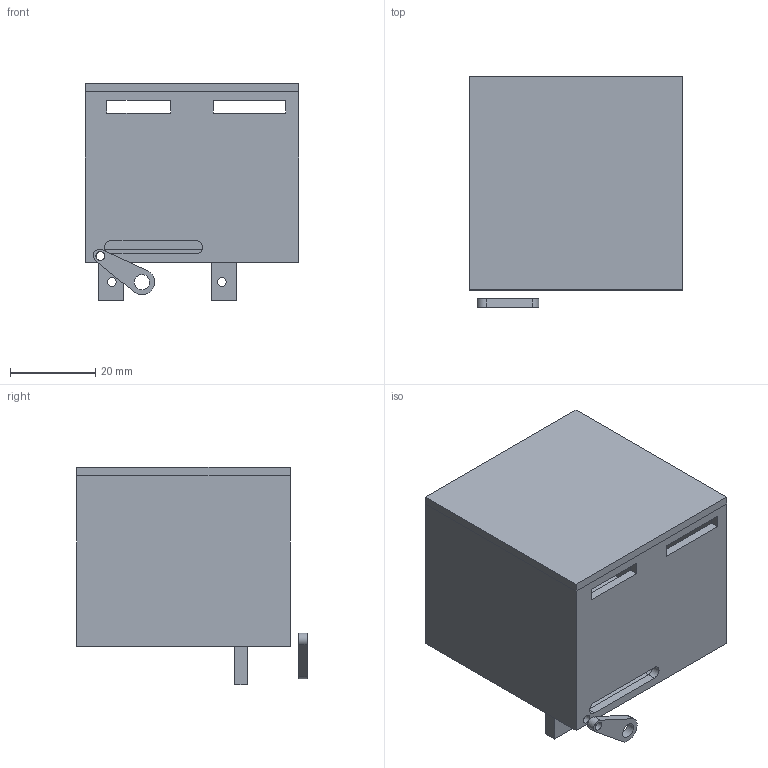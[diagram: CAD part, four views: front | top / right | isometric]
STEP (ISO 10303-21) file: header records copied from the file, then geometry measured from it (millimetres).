
FILE_DESCRIPTION(/* description */ (''),/* implementation_level */ '2;1');
FILE_NAME(/* name */ 'MA IS Residency Project v3.step',/* time_stamp */ '2025-07-12T12:39:30+05:30',/* author */ (''),/* organization */ (''),/* preprocessor_version */ 'ST-DEVELOPER v20.1',/* originating_system */ 'Autodesk Translation Framework v14.10.0.0',/* authorisation */ '');
FILE_SCHEMA (('AUTOMOTIVE_DESIGN { 1 0 10303 214 3 1 1 }'));
Length unit declared in the file: millimetre
Products named in the file (5): MA IS Residency Project; Component1; Component2; Component10; Component11
Assembly tree (4 placements, depth 2):
  MA IS Residency Project
    Component1
    Component2
    Component10
    Component11
Bounding box: 50 x 54 x 51 mm (x, y, z)
Volume: 26309.5 mm3; surface area: 27074.7 mm2
Topology: 4 solids, 4 shells, 69 faces, 177 edges, 118 vertices
Faces by surface type: plane 56, cylinder 13
Full cylindrical faces by diameter (mm): 2.04 x5, 2.08 x1, 3.57 x1
Entity records: 2285 total; most frequent: CARTESIAN_POINT 373, DIRECTION 359, ORIENTED_EDGE 354, EDGE_CURVE 177, LINE 151, VECTOR 151, VERTEX_POINT 118, AXIS2_PLACEMENT_3D 104
